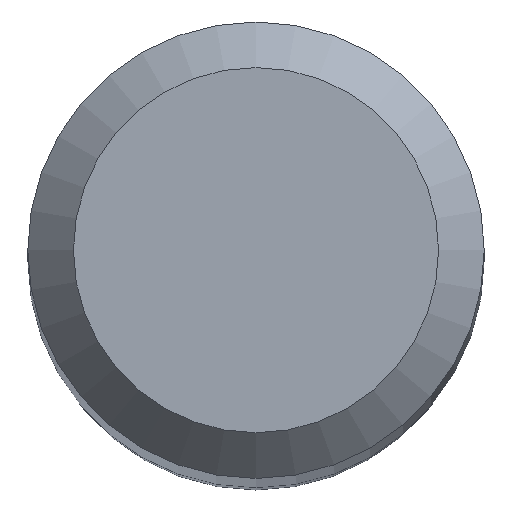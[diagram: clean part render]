
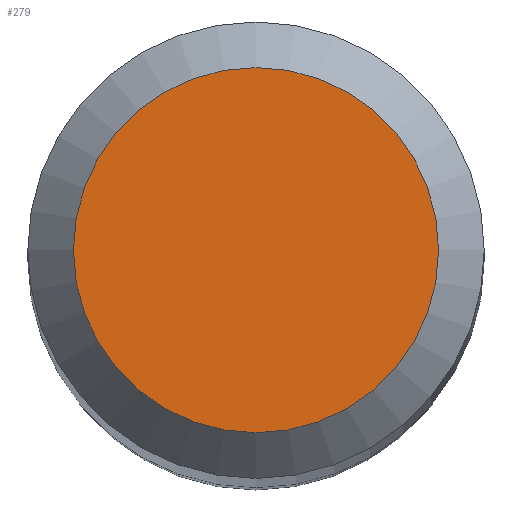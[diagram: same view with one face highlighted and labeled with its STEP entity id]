
A CAD part, top view. The second image highlights one B-rep face of the part: STEP entity #279.
In plain terms, the highlighted planar face has unit normal (0, 0, 1).
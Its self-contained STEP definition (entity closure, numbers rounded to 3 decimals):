
#15 = FACE_OUTER_BOUND ( 'NONE', #45, .T. ) ;
#17 = DIRECTION ( 'NONE',  ( 0., 0., -1. ) ) ;
#22 = AXIS2_PLACEMENT_3D ( 'NONE', #106, #149, #241 ) ;
#45 = EDGE_LOOP ( 'NONE', ( #90 ) ) ;
#55 = CIRCLE ( 'NONE', #22, 1.2 ) ;
#58 = CARTESIAN_POINT ( 'NONE',  ( 0., 1.2, 61. ) ) ;
#77 = AXIS2_PLACEMENT_3D ( 'NONE', #292, #17, #265 ) ;
#90 = ORIENTED_EDGE ( 'NONE', *, *, #231, .F. ) ;
#105 = PLANE ( 'NONE',  #77 ) ;
#106 = CARTESIAN_POINT ( 'NONE',  ( 0., 0., 61. ) ) ;
#149 = DIRECTION ( 'NONE',  ( 0., 0., -1. ) ) ;
#172 = VERTEX_POINT ( 'NONE', #58 ) ;
#231 = EDGE_CURVE ( 'NONE', #172, #172, #55, .T. ) ;
#241 = DIRECTION ( 'NONE',  ( 0., 1., 0. ) ) ;
#265 = DIRECTION ( 'NONE',  ( 0., 1., 0. ) ) ;
#279 = ADVANCED_FACE ( 'NONE', ( #15 ), #105, .F. ) ;
#292 = CARTESIAN_POINT ( 'NONE',  ( 0., 0., 61. ) ) ;
